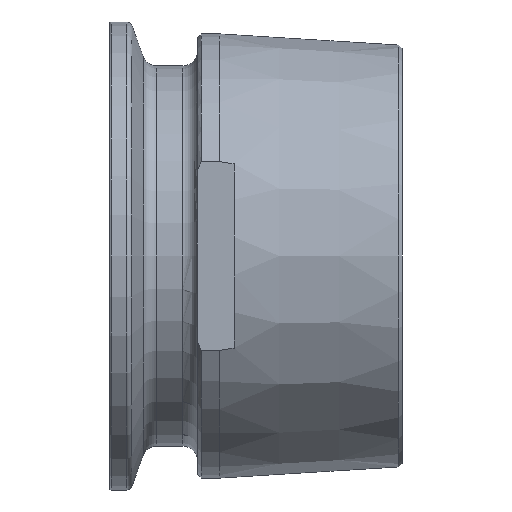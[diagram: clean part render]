
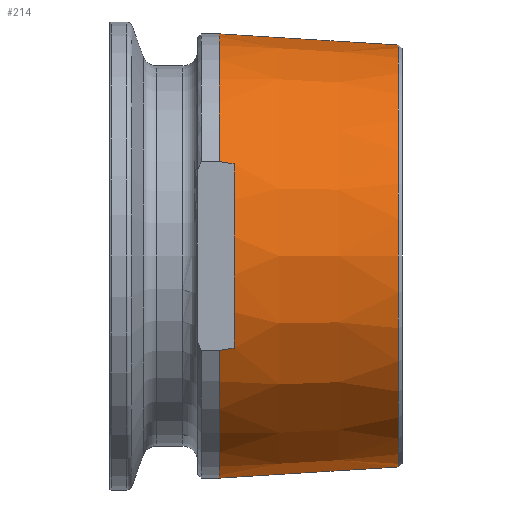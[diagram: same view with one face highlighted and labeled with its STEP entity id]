
A CAD part, front view. The second image highlights one B-rep face of the part: STEP entity #214.
In plain terms, the highlighted conical face has half-angle 3.576 degrees and reference radius 28.846 mm.
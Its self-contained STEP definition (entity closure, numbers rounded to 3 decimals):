
#1 = VERTEX_POINT ( 'NONE', #392 ) ;
#18 = ORIENTED_EDGE ( 'NONE', *, *, #1225, .T. ) ;
#39 = ORIENTED_EDGE ( 'NONE', *, *, #547, .F. ) ;
#49 = ORIENTED_EDGE ( 'NONE', *, *, #60, .T. ) ;
#60 = EDGE_CURVE ( 'NONE', #801, #259, #1227, .T. ) ;
#68 = CARTESIAN_POINT ( 'NONE',  ( 15.666, -27.5, -12.801 ) ) ;
#96 = CARTESIAN_POINT ( 'NONE',  ( 16.333, -27.5, -12.702 ) ) ;
#110 = VERTEX_POINT ( 'NONE', #648 ) ;
#152 = VERTEX_POINT ( 'NONE', #1214 ) ;
#214 = ADVANCED_FACE ( 'NONE', ( #543 ), #590, .T. ) ;
#222 = CARTESIAN_POINT ( 'NONE',  ( 17., 0., 0. ) ) ;
#259 = VERTEX_POINT ( 'NONE', #1114 ) ;
#353 = VECTOR ( 'NONE', #355, 1000. ) ;
#355 = DIRECTION ( 'NONE',  ( -0.998, 0., 0.062 ) ) ;
#358 = ORIENTED_EDGE ( 'NONE', *, *, #839, .F. ) ;
#363 = DIRECTION ( 'NONE',  ( 0., 0., -1. ) ) ;
#387 = EDGE_LOOP ( 'NONE', ( #39, #49, #1111, #1401, #875, #682, #18, #358 ) ) ;
#390 = CARTESIAN_POINT ( 'NONE',  ( 17., -27.5, -12.602 ) ) ;
#392 = CARTESIAN_POINT ( 'NONE',  ( 17., -27.5, -12.602 ) ) ;
#407 = DIRECTION ( 'NONE',  ( 0., 0., 1. ) ) ;
#429 = CARTESIAN_POINT ( 'NONE',  ( 14.999, 0., 0. ) ) ;
#432 = VECTOR ( 'NONE', #888, 1000. ) ;
#439 = CARTESIAN_POINT ( 'NONE',  ( 14.999, -27.5, 12.899 ) ) ;
#447 = CARTESIAN_POINT ( 'NONE',  ( 39.467, 0., -28.846 ) ) ;
#457 = AXIS2_PLACEMENT_3D ( 'NONE', #222, #1093, #363 ) ;
#465 = VERTEX_POINT ( 'NONE', #537 ) ;
#486 = DIRECTION ( 'NONE',  ( 0., 0., 1. ) ) ;
#508 = DIRECTION ( 'NONE',  ( 0., 0., 1. ) ) ;
#526 = DIRECTION ( 'NONE',  ( -1., 0., 0. ) ) ;
#537 = CARTESIAN_POINT ( 'NONE',  ( 17., -27.5, 12.602 ) ) ;
#543 = FACE_OUTER_BOUND ( 'NONE', #387, .T. ) ;
#547 = EDGE_CURVE ( 'NONE', #801, #110, #557, .T. ) ;
#557 = LINE ( 'NONE', #447, #432 ) ;
#558 = VERTEX_POINT ( 'NONE', #1051 ) ;
#562 = CARTESIAN_POINT ( 'NONE',  ( 16.333, -27.5, 12.702 ) ) ;
#571 = AXIS2_PLACEMENT_3D ( 'NONE', #1186, #526, #987 ) ;
#574 = CIRCLE ( 'NONE', #457, 30.25 ) ;
#590 = CONICAL_SURFACE ( 'NONE', #571, 28.846, 0.062 ) ;
#630 = CARTESIAN_POINT ( 'NONE',  ( 39.467, 0., 0. ) ) ;
#639 = CARTESIAN_POINT ( 'NONE',  ( 14.999, 0., 0. ) ) ;
#648 = CARTESIAN_POINT ( 'NONE',  ( 14.999, 0., -30.375 ) ) ;
#682 = ORIENTED_EDGE ( 'NONE', *, *, #915, .T. ) ;
#703 = AXIS2_PLACEMENT_3D ( 'NONE', #630, #952, #486 ) ;
#709 = AXIS2_PLACEMENT_3D ( 'NONE', #429, #943, #508 ) ;
#743 = VERTEX_POINT ( 'NONE', #439 ) ;
#778 = AXIS2_PLACEMENT_3D ( 'NONE', #639, #1375, #407 ) ;
#786 = B_SPLINE_CURVE_WITH_KNOTS ( 'NONE', 3,
 ( #1212, #1340, #562, #1000 ),
 .UNSPECIFIED., .F., .F.,
 ( 4, 4 ),
 ( 0.061, 0.063 ),
 .UNSPECIFIED. ) ;
#801 = VERTEX_POINT ( 'NONE', #887 ) ;
#839 = EDGE_CURVE ( 'NONE', #110, #558, #1072, .T. ) ;
#849 = EDGE_CURVE ( 'NONE', #743, #152, #1213, .T. ) ;
#875 = ORIENTED_EDGE ( 'NONE', *, *, #908, .T. ) ;
#887 = CARTESIAN_POINT ( 'NONE',  ( 39.467, 0., -28.846 ) ) ;
#888 = DIRECTION ( 'NONE',  ( -0.998, 0., -0.062 ) ) ;
#903 = CARTESIAN_POINT ( 'NONE',  ( 39.467, 0., 28.846 ) ) ;
#908 = EDGE_CURVE ( 'NONE', #743, #465, #786, .T. ) ;
#915 = EDGE_CURVE ( 'NONE', #465, #1, #574, .T. ) ;
#943 = DIRECTION ( 'NONE',  ( -1., 0., 0. ) ) ;
#946 = EDGE_CURVE ( 'NONE', #259, #152, #1108, .T. ) ;
#952 = DIRECTION ( 'NONE',  ( -1., 0., 0. ) ) ;
#987 = DIRECTION ( 'NONE',  ( 0., 0., 1. ) ) ;
#1000 = CARTESIAN_POINT ( 'NONE',  ( 17., -27.5, 12.602 ) ) ;
#1051 = CARTESIAN_POINT ( 'NONE',  ( 14.999, -27.5, -12.899 ) ) ;
#1072 = CIRCLE ( 'NONE', #709, 30.375 ) ;
#1093 = DIRECTION ( 'NONE',  ( 1., 0., 0. ) ) ;
#1108 = LINE ( 'NONE', #903, #353 ) ;
#1111 = ORIENTED_EDGE ( 'NONE', *, *, #946, .T. ) ;
#1114 = CARTESIAN_POINT ( 'NONE',  ( 39.467, 0., 28.846 ) ) ;
#1186 = CARTESIAN_POINT ( 'NONE',  ( 39.467, 0., 0. ) ) ;
#1212 = CARTESIAN_POINT ( 'NONE',  ( 14.999, -27.5, 12.899 ) ) ;
#1213 = CIRCLE ( 'NONE', #778, 30.375 ) ;
#1214 = CARTESIAN_POINT ( 'NONE',  ( 14.999, 0., 30.375 ) ) ;
#1225 = EDGE_CURVE ( 'NONE', #1, #558, #1279, .T. ) ;
#1227 = CIRCLE ( 'NONE', #703, 28.846 ) ;
#1279 = B_SPLINE_CURVE_WITH_KNOTS ( 'NONE', 3,
 ( #390, #96, #68, #1281 ),
 .UNSPECIFIED., .F., .F.,
 ( 4, 4 ),
 ( 0.157, 0.159 ),
 .UNSPECIFIED. ) ;
#1281 = CARTESIAN_POINT ( 'NONE',  ( 14.999, -27.5, -12.899 ) ) ;
#1340 = CARTESIAN_POINT ( 'NONE',  ( 15.666, -27.5, 12.801 ) ) ;
#1375 = DIRECTION ( 'NONE',  ( -1., 0., 0. ) ) ;
#1401 = ORIENTED_EDGE ( 'NONE', *, *, #849, .F. ) ;
